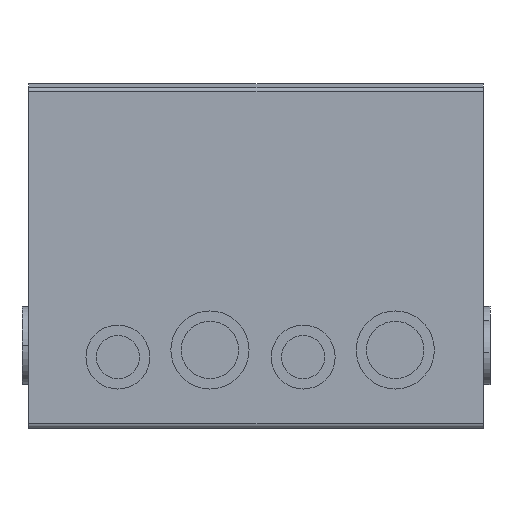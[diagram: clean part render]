
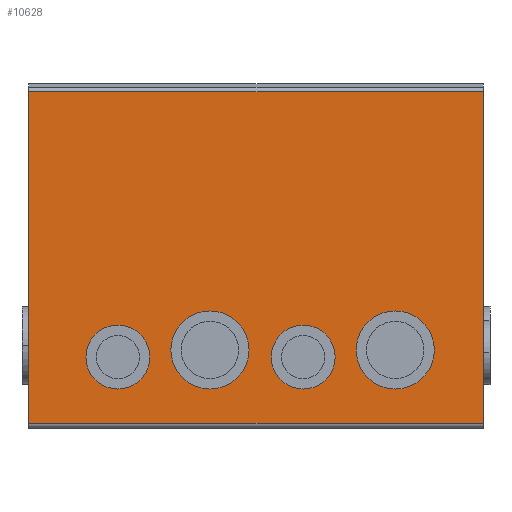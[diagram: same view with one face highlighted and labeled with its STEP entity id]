
A CAD part, left-side view. The second image highlights one B-rep face of the part: STEP entity #10628.
In plain terms, the highlighted planar face has unit normal (-1, 0, 0).
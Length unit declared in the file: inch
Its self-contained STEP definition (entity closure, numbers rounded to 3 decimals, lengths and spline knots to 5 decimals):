
#182 = VERTEX_POINT ( 'NONE', #5269 ) ;
#199 = AXIS2_PLACEMENT_3D ( 'NONE', #9735, #9850, #1693 ) ;
#315 = VERTEX_POINT ( 'NONE', #5502 ) ;
#338 = VECTOR ( 'NONE', #1201, 39.37008 ) ;
#501 = CARTESIAN_POINT ( 'NONE',  ( -4., -4., 0.086 ) ) ;
#584 = EDGE_CURVE ( 'NONE', #4936, #9594, #9945, .T. ) ;
#614 = ORIENTED_EDGE ( 'NONE', *, *, #584, .T. ) ;
#675 = CARTESIAN_POINT ( 'NONE',  ( -4., 2.43, 1.8125 ) ) ;
#880 = ORIENTED_EDGE ( 'NONE', *, *, #11586, .T. ) ;
#984 = CIRCLE ( 'NONE', #7738, 0.6875 ) ;
#1026 = FACE_BOUND ( 'NONE', #10471, .T. ) ;
#1056 = VERTEX_POINT ( 'NONE', #8637 ) ;
#1201 = DIRECTION ( 'NONE',  ( 0., -1., 0. ) ) ;
#1209 = ORIENTED_EDGE ( 'NONE', *, *, #10987, .T. ) ;
#1536 = EDGE_CURVE ( 'NONE', #1056, #315, #8088, .T. ) ;
#1556 = ORIENTED_EDGE ( 'NONE', *, *, #4093, .F. ) ;
#1693 = DIRECTION ( 'NONE',  ( 0., 0., -1. ) ) ;
#1740 = DIRECTION ( 'NONE',  ( 0., 1., 0. ) ) ;
#1779 = DIRECTION ( 'NONE',  ( 0., 1., 0. ) ) ;
#1972 = VERTEX_POINT ( 'NONE', #5210 ) ;
#2086 = AXIS2_PLACEMENT_3D ( 'NONE', #6989, #2524, #5345 ) ;
#2219 = EDGE_LOOP ( 'NONE', ( #8656, #1209 ) ) ;
#2253 = VERTEX_POINT ( 'NONE', #4528 ) ;
#2362 = CARTESIAN_POINT ( 'NONE',  ( -4., 2.43, 1.25 ) ) ;
#2488 = EDGE_CURVE ( 'NONE', #7727, #2253, #11038, .T. ) ;
#2521 = DIRECTION ( 'NONE',  ( 1., 0., 0. ) ) ;
#2524 = DIRECTION ( 'NONE',  ( 1., 0., 0. ) ) ;
#2639 = CARTESIAN_POINT ( 'NONE',  ( -4., -2.45, 1.375 ) ) ;
#2680 = CARTESIAN_POINT ( 'NONE',  ( -4., 4., 5.914 ) ) ;
#2886 = CARTESIAN_POINT ( 'NONE',  ( -4., 4., 0.057 ) ) ;
#2974 = CARTESIAN_POINT ( 'NONE',  ( -4., 2.43, 1.25 ) ) ;
#2995 = CARTESIAN_POINT ( 'NONE',  ( -4., -2.45, 1.375 ) ) ;
#3051 = ORIENTED_EDGE ( 'NONE', *, *, #7442, .T. ) ;
#3585 = EDGE_LOOP ( 'NONE', ( #9052, #10303 ) ) ;
#3666 = FACE_OUTER_BOUND ( 'NONE', #8877, .T. ) ;
#3703 = VECTOR ( 'NONE', #6992, 39.37008 ) ;
#3975 = DIRECTION ( 'NONE',  ( 0., 0., -1. ) ) ;
#4093 = EDGE_CURVE ( 'NONE', #7727, #182, #9245, .T. ) ;
#4191 = DIRECTION ( 'NONE',  ( 1., 0., 0. ) ) ;
#4511 = DIRECTION ( 'NONE',  ( 0., 1., 0. ) ) ;
#4523 = CARTESIAN_POINT ( 'NONE',  ( -4., 2.43, 0.6875 ) ) ;
#4528 = CARTESIAN_POINT ( 'NONE',  ( -4., 4., 0.086 ) ) ;
#4606 = DIRECTION ( 'NONE',  ( -1., 0., 0. ) ) ;
#4743 = VECTOR ( 'NONE', #9161, 39.37008 ) ;
#4936 = VERTEX_POINT ( 'NONE', #11428 ) ;
#5007 = CARTESIAN_POINT ( 'NONE',  ( -4., -4., 0.086 ) ) ;
#5210 = CARTESIAN_POINT ( 'NONE',  ( -4., -1.7625, 1.375 ) ) ;
#5269 = CARTESIAN_POINT ( 'NONE',  ( -4., -4., 5.914 ) ) ;
#5345 = DIRECTION ( 'NONE',  ( 0., 0., -1. ) ) ;
#5368 = DIRECTION ( 'NONE',  ( 1., 0., 0. ) ) ;
#5415 = CIRCLE ( 'NONE', #6913, 0.5625 ) ;
#5502 = CARTESIAN_POINT ( 'NONE',  ( -4., -0.83, 1.8125 ) ) ;
#5504 = PLANE ( 'NONE',  #7160 ) ;
#5536 = EDGE_CURVE ( 'NONE', #10727, #182, #6230, .T. ) ;
#5557 = FACE_BOUND ( 'NONE', #2219, .T. ) ;
#6148 = AXIS2_PLACEMENT_3D ( 'NONE', #2639, #2521, #4511 ) ;
#6230 = LINE ( 'NONE', #8690, #3703 ) ;
#6254 = CARTESIAN_POINT ( 'NONE',  ( -4., 0.81, 1.375 ) ) ;
#6258 = AXIS2_PLACEMENT_3D ( 'NONE', #6970, #11430, #1740 ) ;
#6389 = AXIS2_PLACEMENT_3D ( 'NONE', #6254, #5368, #1779 ) ;
#6469 = VERTEX_POINT ( 'NONE', #675 ) ;
#6724 = EDGE_LOOP ( 'NONE', ( #3051, #8456 ) ) ;
#6913 = AXIS2_PLACEMENT_3D ( 'NONE', #2974, #9431, #3975 ) ;
#6970 = CARTESIAN_POINT ( 'NONE',  ( -4., 0.81, 1.375 ) ) ;
#6989 = CARTESIAN_POINT ( 'NONE',  ( -4., -0.83, 1.25 ) ) ;
#6992 = DIRECTION ( 'NONE',  ( 0., 0., 1. ) ) ;
#7160 = AXIS2_PLACEMENT_3D ( 'NONE', #9074, #4606, #8251 ) ;
#7248 = FACE_BOUND ( 'NONE', #3585, .T. ) ;
#7442 = EDGE_CURVE ( 'NONE', #9599, #6469, #5415, .T. ) ;
#7455 = DIRECTION ( 'NONE',  ( 0., 1., 0. ) ) ;
#7576 = DIRECTION ( 'NONE',  ( 1., 0., 0. ) ) ;
#7727 = VERTEX_POINT ( 'NONE', #2680 ) ;
#7737 = DIRECTION ( 'NONE',  ( 0., 1., 0. ) ) ;
#7738 = AXIS2_PLACEMENT_3D ( 'NONE', #2995, #7576, #7455 ) ;
#7826 = CIRCLE ( 'NONE', #6148, 0.6875 ) ;
#7898 = ORIENTED_EDGE ( 'NONE', *, *, #5536, .T. ) ;
#8088 = CIRCLE ( 'NONE', #2086, 0.5625 ) ;
#8251 = DIRECTION ( 'NONE',  ( 0., -1., 0. ) ) ;
#8456 = ORIENTED_EDGE ( 'NONE', *, *, #9076, .T. ) ;
#8561 = VECTOR ( 'NONE', #7737, 39.37008 ) ;
#8637 = CARTESIAN_POINT ( 'NONE',  ( -4., -0.83, 0.6875 ) ) ;
#8656 = ORIENTED_EDGE ( 'NONE', *, *, #10001, .T. ) ;
#8690 = CARTESIAN_POINT ( 'NONE',  ( -4., -4., 0.057 ) ) ;
#8877 = EDGE_LOOP ( 'NONE', ( #10598, #10383, #7898, #1556 ) ) ;
#8982 = CARTESIAN_POINT ( 'NONE',  ( -4., 1.4975, 1.375 ) ) ;
#9003 = EDGE_CURVE ( 'NONE', #315, #1056, #9946, .T. ) ;
#9005 = AXIS2_PLACEMENT_3D ( 'NONE', #2362, #4191, #9528 ) ;
#9052 = ORIENTED_EDGE ( 'NONE', *, *, #1536, .T. ) ;
#9074 = CARTESIAN_POINT ( 'NONE',  ( -4., 4., 0.047 ) ) ;
#9076 = EDGE_CURVE ( 'NONE', #6469, #9599, #9188, .T. ) ;
#9161 = DIRECTION ( 'NONE',  ( 0., 0., -1. ) ) ;
#9188 = CIRCLE ( 'NONE', #9005, 0.5625 ) ;
#9245 = LINE ( 'NONE', #9299, #338 ) ;
#9299 = CARTESIAN_POINT ( 'NONE',  ( -4., -4., 5.914 ) ) ;
#9431 = DIRECTION ( 'NONE',  ( 1., 0., 0. ) ) ;
#9484 = LINE ( 'NONE', #501, #8561 ) ;
#9528 = DIRECTION ( 'NONE',  ( 0., 0., -1. ) ) ;
#9594 = VERTEX_POINT ( 'NONE', #8982 ) ;
#9599 = VERTEX_POINT ( 'NONE', #4523 ) ;
#9735 = CARTESIAN_POINT ( 'NONE',  ( -4., -0.83, 1.25 ) ) ;
#9850 = DIRECTION ( 'NONE',  ( 1., 0., 0. ) ) ;
#9945 = CIRCLE ( 'NONE', #6389, 0.6875 ) ;
#9946 = CIRCLE ( 'NONE', #199, 0.5625 ) ;
#9956 = FACE_BOUND ( 'NONE', #6724, .T. ) ;
#10001 = EDGE_CURVE ( 'NONE', #1972, #11007, #7826, .T. ) ;
#10188 = CIRCLE ( 'NONE', #6258, 0.6875 ) ;
#10274 = EDGE_CURVE ( 'NONE', #10727, #2253, #9484, .T. ) ;
#10303 = ORIENTED_EDGE ( 'NONE', *, *, #9003, .T. ) ;
#10383 = ORIENTED_EDGE ( 'NONE', *, *, #10274, .F. ) ;
#10471 = EDGE_LOOP ( 'NONE', ( #880, #614 ) ) ;
#10598 = ORIENTED_EDGE ( 'NONE', *, *, #2488, .T. ) ;
#10628 = ADVANCED_FACE ( 'NONE', ( #3666, #9956, #1026, #5557, #7248 ), #5504, .T. ) ;
#10727 = VERTEX_POINT ( 'NONE', #5007 ) ;
#10987 = EDGE_CURVE ( 'NONE', #11007, #1972, #984, .T. ) ;
#11007 = VERTEX_POINT ( 'NONE', #11099 ) ;
#11038 = LINE ( 'NONE', #2886, #4743 ) ;
#11099 = CARTESIAN_POINT ( 'NONE',  ( -4., -3.1375, 1.375 ) ) ;
#11428 = CARTESIAN_POINT ( 'NONE',  ( -4., 0.1225, 1.375 ) ) ;
#11430 = DIRECTION ( 'NONE',  ( 1., 0., 0. ) ) ;
#11586 = EDGE_CURVE ( 'NONE', #9594, #4936, #10188, .T. ) ;
